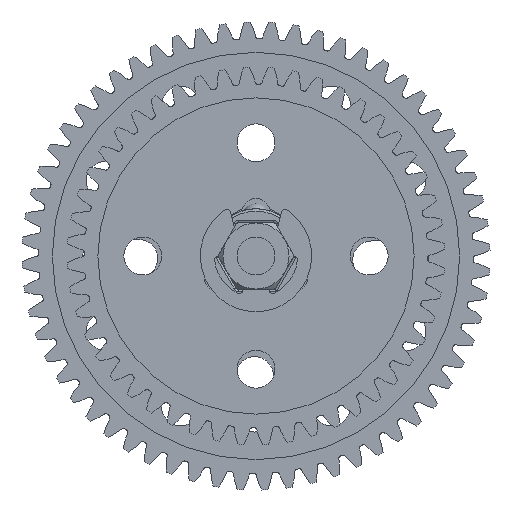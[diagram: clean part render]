
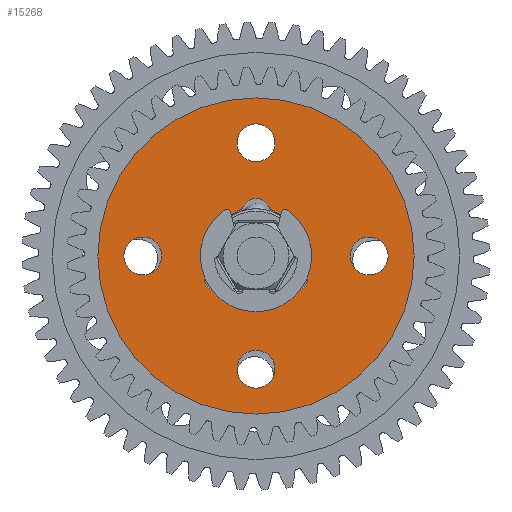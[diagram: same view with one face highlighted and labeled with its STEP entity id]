
A CAD part, front view. The second image highlights one B-rep face of the part: STEP entity #15268.
In plain terms, the highlighted planar face has unit normal (0, -1, 0).
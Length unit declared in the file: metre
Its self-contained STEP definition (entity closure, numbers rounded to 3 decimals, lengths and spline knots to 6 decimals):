
#2531=PLANE('',#16296);
#2655=ORIENTED_EDGE('',*,*,#7497,.F.);
#2656=ORIENTED_EDGE('',*,*,#7521,.T.);
#2657=ORIENTED_EDGE('',*,*,#7499,.F.);
#2658=ORIENTED_EDGE('',*,*,#7522,.T.);
#2659=ORIENTED_EDGE('',*,*,#7503,.F.);
#2660=ORIENTED_EDGE('',*,*,#7523,.T.);
#2661=ORIENTED_EDGE('',*,*,#7515,.F.);
#2662=ORIENTED_EDGE('',*,*,#7524,.T.);
#2663=ORIENTED_EDGE('',*,*,#7487,.F.);
#2664=ORIENTED_EDGE('',*,*,#7525,.T.);
#2665=ORIENTED_EDGE('',*,*,#7493,.F.);
#2666=ORIENTED_EDGE('',*,*,#7526,.T.);
#2667=ORIENTED_EDGE('',*,*,#7513,.T.);
#2668=ORIENTED_EDGE('',*,*,#7511,.T.);
#2669=ORIENTED_EDGE('',*,*,#7509,.T.);
#2670=ORIENTED_EDGE('',*,*,#7507,.T.);
#2671=ORIENTED_EDGE('',*,*,#7519,.T.);
#7487=EDGE_CURVE('',#9922,#9923,#11568,.T.);
#7493=EDGE_CURVE('',#9928,#9929,#11571,.T.);
#7497=EDGE_CURVE('',#9932,#9933,#11573,.T.);
#7499=EDGE_CURVE('',#9934,#9935,#11574,.T.);
#7503=EDGE_CURVE('',#9938,#9939,#11576,.T.);
#7507=EDGE_CURVE('',#9942,#9942,#11578,.F.);
#7509=EDGE_CURVE('',#9944,#9944,#11580,.F.);
#7511=EDGE_CURVE('',#9946,#9946,#11582,.T.);
#7513=EDGE_CURVE('',#9948,#9948,#11584,.F.);
#7515=EDGE_CURVE('',#9950,#9951,#11586,.T.);
#7519=EDGE_CURVE('',#9954,#9954,#11588,.F.);
#7521=EDGE_CURVE('',#9932,#9935,#11590,.T.);
#7522=EDGE_CURVE('',#9934,#9939,#11591,.T.);
#7523=EDGE_CURVE('',#9938,#9951,#11592,.T.);
#7524=EDGE_CURVE('',#9950,#9923,#11593,.T.);
#7525=EDGE_CURVE('',#9922,#9929,#11594,.T.);
#7526=EDGE_CURVE('',#9928,#9933,#11595,.T.);
#9922=VERTEX_POINT('',#22481);
#9923=VERTEX_POINT('',#22482);
#9928=VERTEX_POINT('',#22493);
#9929=VERTEX_POINT('',#22495);
#9932=VERTEX_POINT('',#22502);
#9933=VERTEX_POINT('',#22504);
#9934=VERTEX_POINT('',#22508);
#9935=VERTEX_POINT('',#22509);
#9938=VERTEX_POINT('',#22517);
#9939=VERTEX_POINT('',#22518);
#9942=VERTEX_POINT('',#22526);
#9944=VERTEX_POINT('',#22531);
#9946=VERTEX_POINT('',#22536);
#9948=VERTEX_POINT('',#22541);
#9950=VERTEX_POINT('',#22546);
#9951=VERTEX_POINT('',#22547);
#9954=VERTEX_POINT('',#22555);
#11568=CIRCLE('',#16264,0.0015);
#11571=CIRCLE('',#16268,0.0051);
#11573=CIRCLE('',#16271,0.0015);
#11574=CIRCLE('',#16273,0.0051);
#11576=CIRCLE('',#16276,0.0015);
#11578=CIRCLE('',#16279,0.002);
#11580=CIRCLE('',#16282,0.002);
#11582=CIRCLE('',#16285,0.01675);
#11584=CIRCLE('',#16288,0.002);
#11586=CIRCLE('',#16291,0.0051);
#11588=CIRCLE('',#16294,0.002);
#11590=CIRCLE('',#16297,0.00075);
#11591=CIRCLE('',#16298,0.00075);
#11592=CIRCLE('',#16299,0.00075);
#11593=CIRCLE('',#16300,0.00075);
#11594=CIRCLE('',#16301,0.00075);
#11595=CIRCLE('',#16302,0.00075);
#12697=EDGE_LOOP('',(#2655,#2656,#2657,#2658,#2659,#2660,#2661,#2662,#2663,
#2664,#2665,#2666));
#12698=EDGE_LOOP('',(#2667));
#12699=EDGE_LOOP('',(#2668));
#12700=EDGE_LOOP('',(#2669));
#12701=EDGE_LOOP('',(#2670));
#12702=EDGE_LOOP('',(#2671));
#13713=FACE_BOUND('',#12697,.T.);
#13714=FACE_BOUND('',#12698,.T.);
#13715=FACE_BOUND('',#12699,.T.);
#13716=FACE_BOUND('',#12700,.T.);
#13717=FACE_BOUND('',#12701,.T.);
#13718=FACE_BOUND('',#12702,.T.);
#15268=ADVANCED_FACE('',(#13713,#13714,#13715,#13716,#13717,#13718),#2531,
 .T.);
#16264=AXIS2_PLACEMENT_3D('',#22480,#18060,#18061);
#16268=AXIS2_PLACEMENT_3D('',#22494,#18071,#18072);
#16271=AXIS2_PLACEMENT_3D('',#22503,#18079,#18080);
#16273=AXIS2_PLACEMENT_3D('',#22507,#18084,#18085);
#16276=AXIS2_PLACEMENT_3D('',#22516,#18092,#18093);
#16279=AXIS2_PLACEMENT_3D('',#22525,#18100,#18101);
#16282=AXIS2_PLACEMENT_3D('',#22530,#18106,#18107);
#16285=AXIS2_PLACEMENT_3D('',#22535,#18112,#18113);
#16288=AXIS2_PLACEMENT_3D('',#22540,#18118,#18119);
#16291=AXIS2_PLACEMENT_3D('',#22545,#18124,#18125);
#16294=AXIS2_PLACEMENT_3D('',#22554,#18132,#18133);
#16296=AXIS2_PLACEMENT_3D('',#22558,#18136,#18137);
#16297=AXIS2_PLACEMENT_3D('',#22559,#18138,#18139);
#16298=AXIS2_PLACEMENT_3D('',#22560,#18140,#18141);
#16299=AXIS2_PLACEMENT_3D('',#22561,#18142,#18143);
#16300=AXIS2_PLACEMENT_3D('',#22562,#18144,#18145);
#16301=AXIS2_PLACEMENT_3D('',#22563,#18146,#18147);
#16302=AXIS2_PLACEMENT_3D('',#22564,#18148,#18149);
#18060=DIRECTION('',(0.,-1.,0.));
#18061=DIRECTION('',(0.,0.,-1.));
#18071=DIRECTION('',(0.,-1.,0.));
#18072=DIRECTION('',(0.,0.,-1.));
#18079=DIRECTION('',(0.,-1.,0.));
#18080=DIRECTION('',(0.,0.,-1.));
#18084=DIRECTION('',(0.,-1.,0.));
#18085=DIRECTION('',(0.,0.,-1.));
#18092=DIRECTION('',(0.,-1.,0.));
#18093=DIRECTION('',(0.,0.,-1.));
#18100=DIRECTION('',(0.,-1.,0.));
#18101=DIRECTION('',(0.,0.,-1.));
#18106=DIRECTION('',(0.,-1.,0.));
#18107=DIRECTION('',(0.,0.,-1.));
#18112=DIRECTION('',(0.,-1.,0.));
#18113=DIRECTION('',(0.,0.,-1.));
#18118=DIRECTION('',(0.,-1.,0.));
#18119=DIRECTION('',(0.,0.,-1.));
#18124=DIRECTION('',(0.,-1.,0.));
#18125=DIRECTION('',(0.,0.,-1.));
#18132=DIRECTION('',(0.,-1.,0.));
#18133=DIRECTION('',(0.,0.,-1.));
#18136=DIRECTION('',(0.,-1.,0.));
#18137=DIRECTION('',(1.,0.,0.));
#18138=DIRECTION('',(0.,-1.,0.));
#18139=DIRECTION('',(0.,0.,-1.));
#18140=DIRECTION('',(0.,-1.,0.));
#18141=DIRECTION('',(0.,0.,-1.));
#18142=DIRECTION('',(0.,-1.,0.));
#18143=DIRECTION('',(0.,0.,-1.));
#18144=DIRECTION('',(0.,-1.,0.));
#18145=DIRECTION('',(0.,0.,-1.));
#18146=DIRECTION('',(0.,-1.,0.));
#18147=DIRECTION('',(0.,0.,-1.));
#18148=DIRECTION('',(0.,-1.,0.));
#18149=DIRECTION('',(0.,0.,-1.));
#22480=CARTESIAN_POINT('',(0.,-0.006,0.0046));
#22481=CARTESIAN_POINT('',(0.001383,-0.006,0.00518));
#22482=CARTESIAN_POINT('',(-0.001383,-0.006,0.00518));
#22493=CARTESIAN_POINT('',(0.005034,-0.006,-0.000817));
#22494=CARTESIAN_POINT('',(0.,-0.006,0.));
#22495=CARTESIAN_POINT('',(0.001809,-0.006,0.004768));
#22502=CARTESIAN_POINT('',(0.003794,-0.006,-0.003788));
#22503=CARTESIAN_POINT('',(0.003984,-0.006,-0.0023));
#22504=CARTESIAN_POINT('',(0.005177,-0.006,-0.001392));
#22507=CARTESIAN_POINT('',(0.,-0.006,0.));
#22508=CARTESIAN_POINT('',(-0.003225,-0.006,-0.003951));
#22509=CARTESIAN_POINT('',(0.003225,-0.006,-0.003951));
#22516=CARTESIAN_POINT('',(-0.003984,-0.006,-0.0023));
#22517=CARTESIAN_POINT('',(-0.005177,-0.006,-0.001392));
#22518=CARTESIAN_POINT('',(-0.003794,-0.006,-0.003788));
#22525=CARTESIAN_POINT('',(0.,-0.006,-0.012));
#22526=CARTESIAN_POINT('',(0.,-0.006,-0.014));
#22530=CARTESIAN_POINT('',(0.012,-0.006,0.));
#22531=CARTESIAN_POINT('',(0.012,-0.006,-0.002));
#22535=CARTESIAN_POINT('',(0.,-0.006,0.));
#22536=CARTESIAN_POINT('',(0.,-0.006,-0.01675));
#22540=CARTESIAN_POINT('',(0.,-0.006,0.012));
#22541=CARTESIAN_POINT('',(0.,-0.006,0.01));
#22545=CARTESIAN_POINT('',(0.,-0.006,0.));
#22546=CARTESIAN_POINT('',(-0.001809,-0.006,0.004768));
#22547=CARTESIAN_POINT('',(-0.005034,-0.006,-0.000817));
#22554=CARTESIAN_POINT('',(-0.012,-0.006,0.));
#22555=CARTESIAN_POINT('',(-0.012,-0.006,-0.002));
#22558=CARTESIAN_POINT('',(0.,-0.006,0.));
#22559=CARTESIAN_POINT('',(0.003699,-0.006,-0.004532));
#22560=CARTESIAN_POINT('',(-0.003699,-0.006,-0.004532));
#22561=CARTESIAN_POINT('',(-0.005774,-0.006,-0.000938));
#22562=CARTESIAN_POINT('',(-0.002075,-0.006,0.00547));
#22563=CARTESIAN_POINT('',(0.002075,-0.006,0.00547));
#22564=CARTESIAN_POINT('',(0.005774,-0.006,-0.000938));
